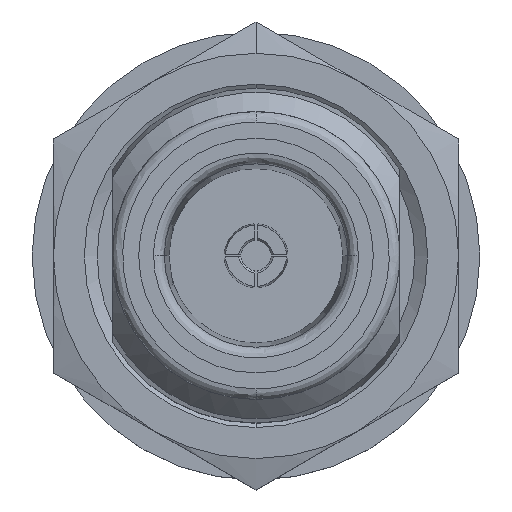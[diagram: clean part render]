
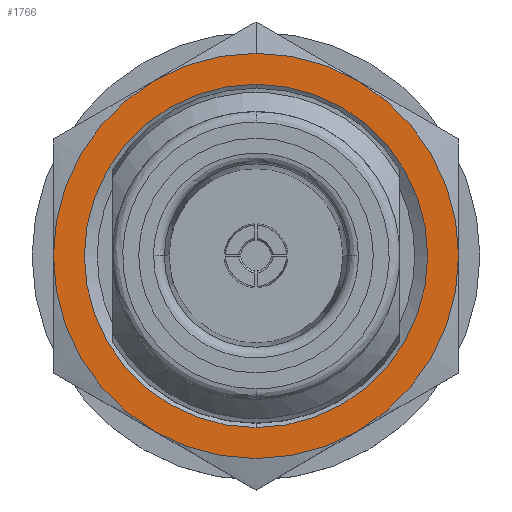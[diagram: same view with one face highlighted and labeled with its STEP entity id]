
A CAD part, top view. The second image highlights one B-rep face of the part: STEP entity #1766.
In plain terms, the highlighted planar face has unit normal (0, 0, 1).
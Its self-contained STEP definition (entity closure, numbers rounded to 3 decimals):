
#67 = AXIS2_PLACEMENT_3D ( 'NONE', #6332, #1944, #7055 ) ;
#115 = ORIENTED_EDGE ( 'NONE', *, *, #7592, .F. ) ;
#286 = CARTESIAN_POINT ( 'NONE',  ( -4.75, -8.227, -11.3 ) ) ;
#467 = EDGE_CURVE ( 'NONE', #1788, #5593, #1397, .T. ) ;
#560 = AXIS2_PLACEMENT_3D ( 'NONE', #2736, #7792, #3465 ) ;
#710 = CIRCLE ( 'NONE', #8652, 8.05 ) ;
#1206 = CIRCLE ( 'NONE', #67, 9.5 ) ;
#1210 = EDGE_LOOP ( 'NONE', ( #4527, #2331 ) ) ;
#1382 = DIRECTION ( 'NONE',  ( 0., 0., -1. ) ) ;
#1397 = CIRCLE ( 'NONE', #4720, 8.05 ) ;
#1482 = AXIS2_PLACEMENT_3D ( 'NONE', #6143, #1735, #6853 ) ;
#1587 = DIRECTION ( 'NONE',  ( 0., 0., -1. ) ) ;
#1685 = AXIS2_PLACEMENT_3D ( 'NONE', #5978, #1587, #6709 ) ;
#1735 = DIRECTION ( 'NONE',  ( 0., 0., -1. ) ) ;
#1766 = ADVANCED_FACE ( 'NONE', ( #7040, #5999 ), #4439, .F. ) ;
#1788 = VERTEX_POINT ( 'NONE', #7959 ) ;
#1869 = CARTESIAN_POINT ( 'NONE',  ( 0., 0., -11.3 ) ) ;
#1944 = DIRECTION ( 'NONE',  ( 0., 0., -1. ) ) ;
#1948 = CIRCLE ( 'NONE', #1685, 9.5 ) ;
#2217 = CARTESIAN_POINT ( 'NONE',  ( 0., 0., -11.3 ) ) ;
#2295 = CIRCLE ( 'NONE', #5176, 9.5 ) ;
#2331 = ORIENTED_EDGE ( 'NONE', *, *, #467, .T. ) ;
#2372 = VERTEX_POINT ( 'NONE', #4131 ) ;
#2474 = CARTESIAN_POINT ( 'NONE',  ( -4.75, 8.227, -11.3 ) ) ;
#2574 = VERTEX_POINT ( 'NONE', #5392 ) ;
#2597 = AXIS2_PLACEMENT_3D ( 'NONE', #5765, #1382, #6495 ) ;
#2688 = EDGE_LOOP ( 'NONE', ( #115, #4280, #6660, #5754, #6970, #5984, #9135 ) ) ;
#2736 = CARTESIAN_POINT ( 'NONE',  ( 0., 0., -11.3 ) ) ;
#2947 = DIRECTION ( 'NONE',  ( 0., 1., 0. ) ) ;
#2996 = AXIS2_PLACEMENT_3D ( 'NONE', #2217, #7304, #2947 ) ;
#3218 = EDGE_CURVE ( 'NONE', #2372, #4491, #4858, .T. ) ;
#3465 = DIRECTION ( 'NONE',  ( 0., 1., 0. ) ) ;
#3608 = VERTEX_POINT ( 'NONE', #286 ) ;
#3637 = DIRECTION ( 'NONE',  ( 0., -1., 0. ) ) ;
#3722 = CARTESIAN_POINT ( 'NONE',  ( 0., 0., -11.3 ) ) ;
#4039 = EDGE_CURVE ( 'NONE', #6658, #3608, #9059, .T. ) ;
#4131 = CARTESIAN_POINT ( 'NONE',  ( -9.5, 0., -11.3 ) ) ;
#4260 = EDGE_CURVE ( 'NONE', #5593, #1788, #710, .T. ) ;
#4280 = ORIENTED_EDGE ( 'NONE', *, *, #4039, .F. ) ;
#4396 = CARTESIAN_POINT ( 'NONE',  ( 0., 0., -11.3 ) ) ;
#4439 = PLANE ( 'NONE',  #4978 ) ;
#4462 = DIRECTION ( 'NONE',  ( 0., -1., 0. ) ) ;
#4491 = VERTEX_POINT ( 'NONE', #2474 ) ;
#4527 = ORIENTED_EDGE ( 'NONE', *, *, #4260, .T. ) ;
#4720 = AXIS2_PLACEMENT_3D ( 'NONE', #4396, #8607, #3637 ) ;
#4732 = CIRCLE ( 'NONE', #1482, 9.5 ) ;
#4850 = EDGE_CURVE ( 'NONE', #2574, #6353, #4732, .T. ) ;
#4858 = CIRCLE ( 'NONE', #2996, 9.5 ) ;
#4978 = AXIS2_PLACEMENT_3D ( 'NONE', #6500, #6525, #6557 ) ;
#5176 = AXIS2_PLACEMENT_3D ( 'NONE', #1869, #6984, #8039 ) ;
#5290 = CIRCLE ( 'NONE', #2597, 9.5 ) ;
#5392 = CARTESIAN_POINT ( 'NONE',  ( 4.75, 8.227, -11.3 ) ) ;
#5593 = VERTEX_POINT ( 'NONE', #7101 ) ;
#5754 = ORIENTED_EDGE ( 'NONE', *, *, #4850, .F. ) ;
#5765 = CARTESIAN_POINT ( 'NONE',  ( 0., 0., -11.3 ) ) ;
#5978 = CARTESIAN_POINT ( 'NONE',  ( 0., 0., -11.3 ) ) ;
#5984 = ORIENTED_EDGE ( 'NONE', *, *, #8348, .F. ) ;
#5999 = FACE_BOUND ( 'NONE', #1210, .T. ) ;
#6143 = CARTESIAN_POINT ( 'NONE',  ( 0., 0., -11.3 ) ) ;
#6332 = CARTESIAN_POINT ( 'NONE',  ( 0., 0., -11.3 ) ) ;
#6353 = VERTEX_POINT ( 'NONE', #6940 ) ;
#6394 = VERTEX_POINT ( 'NONE', #8335 ) ;
#6495 = DIRECTION ( 'NONE',  ( 0., 1., 0. ) ) ;
#6500 = CARTESIAN_POINT ( 'NONE',  ( 9.5, -16.454, -11.3 ) ) ;
#6525 = DIRECTION ( 'NONE',  ( 0., 0., -1. ) ) ;
#6557 = DIRECTION ( 'NONE',  ( -1., 0., 0. ) ) ;
#6658 = VERTEX_POINT ( 'NONE', #9194 ) ;
#6660 = ORIENTED_EDGE ( 'NONE', *, *, #8757, .F. ) ;
#6709 = DIRECTION ( 'NONE',  ( 0., 1., 0. ) ) ;
#6853 = DIRECTION ( 'NONE',  ( 0., 1., 0. ) ) ;
#6940 = CARTESIAN_POINT ( 'NONE',  ( 9.5, 0., -11.3 ) ) ;
#6970 = ORIENTED_EDGE ( 'NONE', *, *, #7079, .F. ) ;
#6984 = DIRECTION ( 'NONE',  ( 0., 0., -1. ) ) ;
#7040 = FACE_OUTER_BOUND ( 'NONE', #2688, .T. ) ;
#7055 = DIRECTION ( 'NONE',  ( 0., 1., 0. ) ) ;
#7079 = EDGE_CURVE ( 'NONE', #6394, #2574, #5290, .T. ) ;
#7101 = CARTESIAN_POINT ( 'NONE',  ( 0., -8.05, -11.3 ) ) ;
#7304 = DIRECTION ( 'NONE',  ( 0., 0., -1. ) ) ;
#7592 = EDGE_CURVE ( 'NONE', #3608, #2372, #1948, .T. ) ;
#7792 = DIRECTION ( 'NONE',  ( 0., 0., -1. ) ) ;
#7959 = CARTESIAN_POINT ( 'NONE',  ( 0., 8.05, -11.3 ) ) ;
#8039 = DIRECTION ( 'NONE',  ( 0., 1., 0. ) ) ;
#8335 = CARTESIAN_POINT ( 'NONE',  ( 0., 9.5, -11.3 ) ) ;
#8348 = EDGE_CURVE ( 'NONE', #4491, #6394, #2295, .T. ) ;
#8607 = DIRECTION ( 'NONE',  ( 0., 0., -1. ) ) ;
#8652 = AXIS2_PLACEMENT_3D ( 'NONE', #3722, #8669, #4462 ) ;
#8669 = DIRECTION ( 'NONE',  ( 0., 0., -1. ) ) ;
#8757 = EDGE_CURVE ( 'NONE', #6353, #6658, #1206, .T. ) ;
#9059 = CIRCLE ( 'NONE', #560, 9.5 ) ;
#9135 = ORIENTED_EDGE ( 'NONE', *, *, #3218, .F. ) ;
#9194 = CARTESIAN_POINT ( 'NONE',  ( 4.75, -8.227, -11.3 ) ) ;
